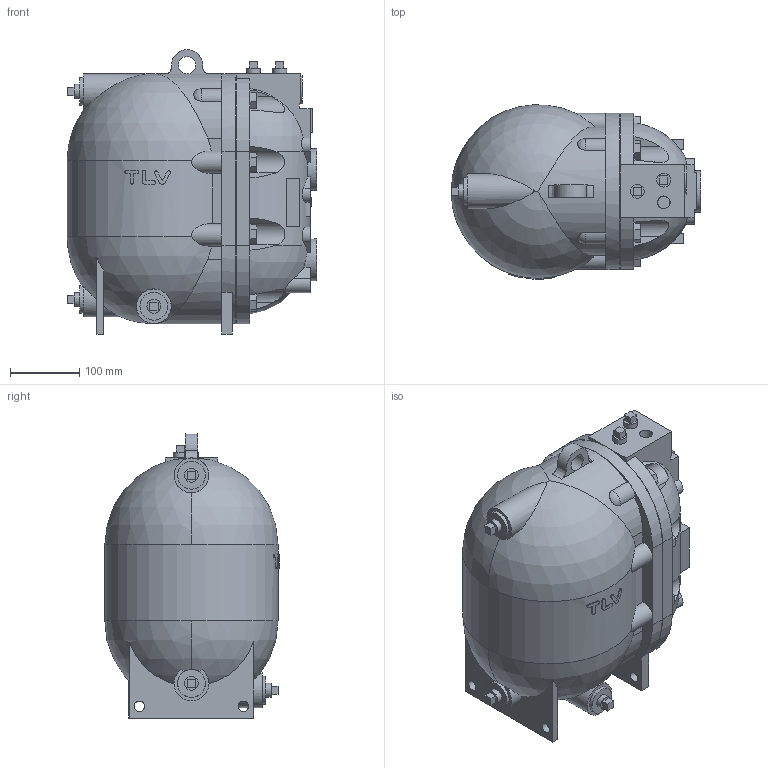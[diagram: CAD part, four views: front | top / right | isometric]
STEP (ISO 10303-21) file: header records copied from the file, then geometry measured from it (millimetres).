
FILE_DESCRIPTION(/* description */ (''),/* implementation_level */ '2;1');
FILE_NAME(/* name */ 'gp10l-040-screw-00.stp',/* time_stamp */ '2019-10-10T13:36:19+09:00',/* author */ ('nakaot'),/* organization */ (''),/* preprocessor_version */ 'ST-DEVELOPER v18',/* originating_system */ 'Autodesk Inventor 2020',/* authorisation */ '');
FILE_SCHEMA (('AUTOMOTIVE_DESIGN { 1 0 10303 214 3 1 1 }'));
Length unit declared in the file: millimetre
Products named in the file (1): 40A_PT_GPGT10L
Bounding box: 360 x 251.34 x 410.34 mm (x, y, z)
Volume: 20359339.3 mm3; surface area: 623606.8 mm2
Topology: 1 solids, 1 shells, 319 faces, 842 edges, 556 vertices
Faces by surface type: plane 224, cylinder 79, sphere 10, cone 4, bspline 2
Full cylindrical faces by diameter (mm): 15 x4, 17.5 x2, 20 x5, 25 x1, 28.575 x1, 40 x4, 43.5 x1, 50 x2, 60 x2, 116.11 x1
Entity records: 10999 total; most frequent: CARTESIAN_POINT 2978, ORIENTED_EDGE 1674, DIRECTION 1627, EDGE_CURVE 837, VERTEX_POINT 556, AXIS2_PLACEMENT_3D 550, LINE 527, VECTOR 527
